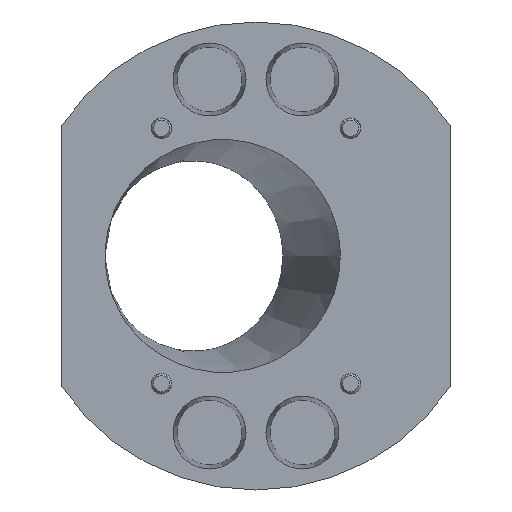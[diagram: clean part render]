
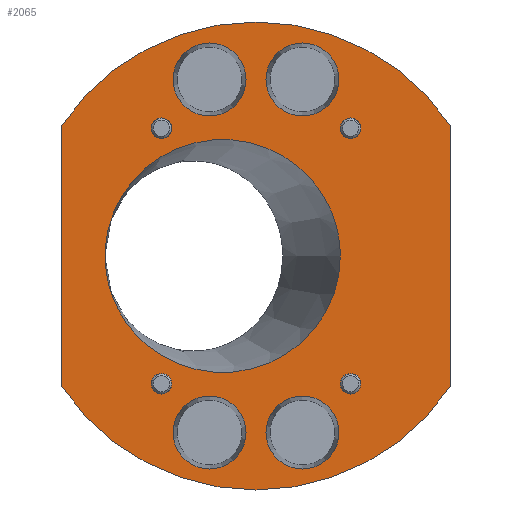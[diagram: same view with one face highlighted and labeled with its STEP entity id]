
A CAD part, front view. The second image highlights one B-rep face of the part: STEP entity #2065.
In plain terms, the highlighted planar face has unit normal (0, -1, 0).
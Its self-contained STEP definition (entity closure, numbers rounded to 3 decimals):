
#1 = AXIS2_PLACEMENT_3D ( 'NONE', #271, #92, #47 ) ;
#24 = EDGE_LOOP ( 'NONE', ( #1387 ) ) ;
#40 = LINE ( 'NONE', #2815, #1845 ) ;
#47 = DIRECTION ( 'NONE',  ( 0., 0., -1. ) ) ;
#53 = VERTEX_POINT ( 'NONE', #1425 ) ;
#67 = CARTESIAN_POINT ( 'NONE',  ( -58.5, 0., 39.35 ) ) ;
#68 = VERTEX_POINT ( 'NONE', #518 ) ;
#92 = DIRECTION ( 'NONE',  ( 0., -1., 0. ) ) ;
#99 = CARTESIAN_POINT ( 'NONE',  ( 14., 0., -53.188 ) ) ;
#127 = AXIS2_PLACEMENT_3D ( 'NONE', #1246, #551, #321 ) ;
#160 = AXIS2_PLACEMENT_3D ( 'NONE', #2861, #1730, #1252 ) ;
#186 = FACE_BOUND ( 'NONE', #1945, .T. ) ;
#227 = EDGE_LOOP ( 'NONE', ( #906 ) ) ;
#247 = ORIENTED_EDGE ( 'NONE', *, *, #2214, .F. ) ;
#271 = CARTESIAN_POINT ( 'NONE',  ( -14., 0., 53.188 ) ) ;
#291 = CIRCLE ( 'NONE', #685, 3.1 ) ;
#321 = DIRECTION ( 'NONE',  ( 0., 0., 1. ) ) ;
#326 = CARTESIAN_POINT ( 'NONE',  ( 25.4, 0., 0. ) ) ;
#352 = VECTOR ( 'NONE', #1218, 1000. ) ;
#364 = DIRECTION ( 'NONE',  ( 0., 0., -1. ) ) ;
#395 = AXIS2_PLACEMENT_3D ( 'NONE', #1068, #2669, #364 ) ;
#432 = DIRECTION ( 'NONE',  ( 0., -1., 0. ) ) ;
#435 = DIRECTION ( 'NONE',  ( 0., -1., 0. ) ) ;
#439 = ORIENTED_EDGE ( 'NONE', *, *, #1737, .F. ) ;
#458 = CARTESIAN_POINT ( 'NONE',  ( 58.5, 0., -39.35 ) ) ;
#481 = EDGE_CURVE ( 'NONE', #2813, #2813, #1128, .T. ) ;
#490 = CARTESIAN_POINT ( 'NONE',  ( 25.4, 0., 0. ) ) ;
#506 = CARTESIAN_POINT ( 'NONE',  ( 14., 0., 42.188 ) ) ;
#518 = CARTESIAN_POINT ( 'NONE',  ( -28.5, 0., -41.6 ) ) ;
#538 = LINE ( 'NONE', #1428, #352 ) ;
#551 = DIRECTION ( 'NONE',  ( 0., 1., 0. ) ) ;
#587 = AXIS2_PLACEMENT_3D ( 'NONE', #2749, #432, #932 ) ;
#603 = ORIENTED_EDGE ( 'NONE', *, *, #481, .F. ) ;
#624 = ORIENTED_EDGE ( 'NONE', *, *, #2800, .F. ) ;
#645 = AXIS2_PLACEMENT_3D ( 'NONE', #1790, #865, #1099 ) ;
#656 = VERTEX_POINT ( 'NONE', #1434 ) ;
#681 = FACE_BOUND ( 'NONE', #2138, .T. ) ;
#685 = AXIS2_PLACEMENT_3D ( 'NONE', #1830, #1158, #2766 ) ;
#709 = FACE_BOUND ( 'NONE', #2402, .T. ) ;
#735 = CIRCLE ( 'NONE', #127, 70.507 ) ;
#738 = CIRCLE ( 'NONE', #395, 3.1 ) ;
#761 = CARTESIAN_POINT ( 'NONE',  ( -28.5, 0., 35.4 ) ) ;
#772 = EDGE_CURVE ( 'NONE', #1200, #1200, #1133, .T. ) ;
#841 = DIRECTION ( 'NONE',  ( 0., -1., 0. ) ) ;
#865 = DIRECTION ( 'NONE',  ( 0., -1., 0. ) ) ;
#872 = FACE_BOUND ( 'NONE', #2213, .T. ) ;
#889 = PLANE ( 'NONE',  #1319 ) ;
#906 = ORIENTED_EDGE ( 'NONE', *, *, #772, .F. ) ;
#916 = FACE_BOUND ( 'NONE', #227, .T. ) ;
#925 = CIRCLE ( 'NONE', #2818, 3.1 ) ;
#932 = DIRECTION ( 'NONE',  ( 0., 0., -1. ) ) ;
#1015 = VERTEX_POINT ( 'NONE', #458 ) ;
#1057 = CARTESIAN_POINT ( 'NONE',  ( -28.5, 0., -38.5 ) ) ;
#1068 = CARTESIAN_POINT ( 'NONE',  ( 28.5, 0., -38.5 ) ) ;
#1089 = CIRCLE ( 'NONE', #2396, 3.1 ) ;
#1099 = DIRECTION ( 'NONE',  ( 0., 0., -1. ) ) ;
#1128 = CIRCLE ( 'NONE', #645, 11. ) ;
#1133 = CIRCLE ( 'NONE', #1, 11. ) ;
#1158 = DIRECTION ( 'NONE',  ( 0., -1., 0. ) ) ;
#1200 = VERTEX_POINT ( 'NONE', #1874 ) ;
#1201 = ORIENTED_EDGE ( 'NONE', *, *, #1521, .F. ) ;
#1218 = DIRECTION ( 'NONE',  ( 0., 0., 1. ) ) ;
#1246 = CARTESIAN_POINT ( 'NONE',  ( 0., 0., -0.007 ) ) ;
#1252 = DIRECTION ( 'NONE',  ( 0., 0., -1. ) ) ;
#1288 = DIRECTION ( 'NONE',  ( 0., 0., -1. ) ) ;
#1306 = CIRCLE ( 'NONE', #1726, 11. ) ;
#1319 = AXIS2_PLACEMENT_3D ( 'NONE', #2738, #435, #2094 ) ;
#1335 = CARTESIAN_POINT ( 'NONE',  ( 14., 0., -64.188 ) ) ;
#1340 = ORIENTED_EDGE ( 'NONE', *, *, #1529, .F. ) ;
#1374 = CIRCLE ( 'NONE', #587, 11. ) ;
#1387 = ORIENTED_EDGE ( 'NONE', *, *, #2571, .F. ) ;
#1425 = CARTESIAN_POINT ( 'NONE',  ( 28.5, 0., -41.6 ) ) ;
#1428 = CARTESIAN_POINT ( 'NONE',  ( -58.5, 0., -39.35 ) ) ;
#1434 = CARTESIAN_POINT ( 'NONE',  ( 58.5, 0., 39.35 ) ) ;
#1435 = EDGE_CURVE ( 'NONE', #1547, #2609, #538, .T. ) ;
#1462 = CARTESIAN_POINT ( 'NONE',  ( -14., 0., -64.188 ) ) ;
#1467 = CIRCLE ( 'NONE', #160, 70.507 ) ;
#1474 = DIRECTION ( 'NONE',  ( 0., -1., 0. ) ) ;
#1521 = EDGE_CURVE ( 'NONE', #68, #68, #1089, .T. ) ;
#1528 = ORIENTED_EDGE ( 'NONE', *, *, #1435, .F. ) ;
#1529 = EDGE_CURVE ( 'NONE', #1015, #1547, #1467, .T. ) ;
#1547 = VERTEX_POINT ( 'NONE', #2191 ) ;
#1554 = EDGE_CURVE ( 'NONE', #1906, #1906, #2635, .T. ) ;
#1575 = FACE_BOUND ( 'NONE', #2497, .T. ) ;
#1592 = ORIENTED_EDGE ( 'NONE', *, *, #2111, .F. ) ;
#1633 = FACE_OUTER_BOUND ( 'NONE', #2870, .T. ) ;
#1656 = VERTEX_POINT ( 'NONE', #2145 ) ;
#1704 = CARTESIAN_POINT ( 'NONE',  ( -45.477, 0., 70.175 ) ) ;
#1716 = CARTESIAN_POINT ( 'NONE',  ( 25.4, 0., 0. ) ) ;
#1722 = EDGE_LOOP ( 'NONE', ( #624 ) ) ;
#1726 = AXIS2_PLACEMENT_3D ( 'NONE', #99, #1474, #2406 ) ;
#1730 = DIRECTION ( 'NONE',  ( 0., 1., 0. ) ) ;
#1737 = EDGE_CURVE ( 'NONE', #53, #53, #738, .T. ) ;
#1751 = ORIENTED_EDGE ( 'NONE', *, *, #2476, .F. ) ;
#1790 = CARTESIAN_POINT ( 'NONE',  ( 14., 0., 53.188 ) ) ;
#1830 = CARTESIAN_POINT ( 'NONE',  ( 28.5, 0., 38.5 ) ) ;
#1845 = VECTOR ( 'NONE', #2334, 1000. ) ;
#1864 = FACE_BOUND ( 'NONE', #24, .T. ) ;
#1874 = CARTESIAN_POINT ( 'NONE',  ( -14., 0., 42.188 ) ) ;
#1906 = VERTEX_POINT ( 'NONE', #490 ) ;
#1942 = CARTESIAN_POINT ( 'NONE',  ( 25.4, 0., -70.175 ) ) ;
#1945 = EDGE_LOOP ( 'NONE', ( #2514 ) ) ;
#2004 = CARTESIAN_POINT ( 'NONE',  ( -45.477, 0., -70.175 ) ) ;
#2005 = EDGE_LOOP ( 'NONE', ( #1592 ) ) ;
#2065 = ADVANCED_FACE ( 'NONE', ( #1575, #2967, #681, #916, #186, #872, #709, #2980, #1864, #1633 ), #889, .T. ) ;
#2094 = DIRECTION ( 'NONE',  ( 0., 0., -1. ) ) ;
#2108 = CARTESIAN_POINT ( 'NONE',  ( -28.5, 0., 38.5 ) ) ;
#2111 = EDGE_CURVE ( 'NONE', #1656, #1656, #291, .T. ) ;
#2138 = EDGE_LOOP ( 'NONE', ( #603 ) ) ;
#2145 = CARTESIAN_POINT ( 'NONE',  ( 28.5, 0., 35.4 ) ) ;
#2191 = CARTESIAN_POINT ( 'NONE',  ( -58.5, 0., -39.35 ) ) ;
#2213 = EDGE_LOOP ( 'NONE', ( #1201 ) ) ;
#2214 = EDGE_CURVE ( 'NONE', #656, #1015, #40, .T. ) ;
#2332 = DIRECTION ( 'NONE',  ( 0., 0., -1. ) ) ;
#2334 = DIRECTION ( 'NONE',  ( 0., 0., -1. ) ) ;
#2373 = VERTEX_POINT ( 'NONE', #1462 ) ;
#2396 = AXIS2_PLACEMENT_3D ( 'NONE', #1057, #841, #1288 ) ;
#2402 = EDGE_LOOP ( 'NONE', ( #439 ) ) ;
#2406 = DIRECTION ( 'NONE',  ( 0., 0., -1. ) ) ;
#2470 = CARTESIAN_POINT ( 'NONE',  ( 25.4, 0., 70.175 ) ) ;
#2476 = EDGE_CURVE ( 'NONE', #2373, #2373, #1374, .T. ) ;
#2484 = VERTEX_POINT ( 'NONE', #1335 ) ;
#2497 = EDGE_LOOP ( 'NONE', ( #1751 ) ) ;
#2514 = ORIENTED_EDGE ( 'NONE', *, *, #1554, .T. ) ;
#2571 = EDGE_CURVE ( 'NONE', #2845, #2845, #925, .T. ) ;
#2609 = VERTEX_POINT ( 'NONE', #67 ) ;
#2622 = DIRECTION ( 'NONE',  ( 0., -1., 0. ) ) ;
#2635 =( BOUNDED_CURVE ( )  B_SPLINE_CURVE ( 3, ( #1716, #1942, #2004, #2916, #1704, #2470, #326 ),
 .UNSPECIFIED., .T., .T. ) 
 B_SPLINE_CURVE_WITH_KNOTS ( ( 4, 3, 4 ),
 ( 0., 3.142, 6.283 ),
 .UNSPECIFIED. ) 
 CURVE ( )  GEOMETRIC_REPRESENTATION_ITEM ( )  RATIONAL_B_SPLINE_CURVE ( ( 1., 0.333, 0.333, 1., 0.333, 0.333, 1. ) ) 
 REPRESENTATION_ITEM ( '' )  );
#2669 = DIRECTION ( 'NONE',  ( 0., -1., 0. ) ) ;
#2738 = CARTESIAN_POINT ( 'NONE',  ( 0., 0., 0.007 ) ) ;
#2749 = CARTESIAN_POINT ( 'NONE',  ( -14., 0., -53.188 ) ) ;
#2766 = DIRECTION ( 'NONE',  ( 0., 0., -1. ) ) ;
#2773 = EDGE_CURVE ( 'NONE', #2609, #656, #735, .T. ) ;
#2800 = EDGE_CURVE ( 'NONE', #2484, #2484, #1306, .T. ) ;
#2813 = VERTEX_POINT ( 'NONE', #506 ) ;
#2815 = CARTESIAN_POINT ( 'NONE',  ( 58.5, 0., 39.35 ) ) ;
#2818 = AXIS2_PLACEMENT_3D ( 'NONE', #2108, #2622, #2332 ) ;
#2845 = VERTEX_POINT ( 'NONE', #761 ) ;
#2861 = CARTESIAN_POINT ( 'NONE',  ( 0., 0., 0.007 ) ) ;
#2870 = EDGE_LOOP ( 'NONE', ( #1340, #247, #2973, #1528 ) ) ;
#2916 = CARTESIAN_POINT ( 'NONE',  ( -45.477, 0., 0. ) ) ;
#2967 = FACE_BOUND ( 'NONE', #1722, .T. ) ;
#2973 = ORIENTED_EDGE ( 'NONE', *, *, #2773, .F. ) ;
#2980 = FACE_BOUND ( 'NONE', #2005, .T. ) ;
